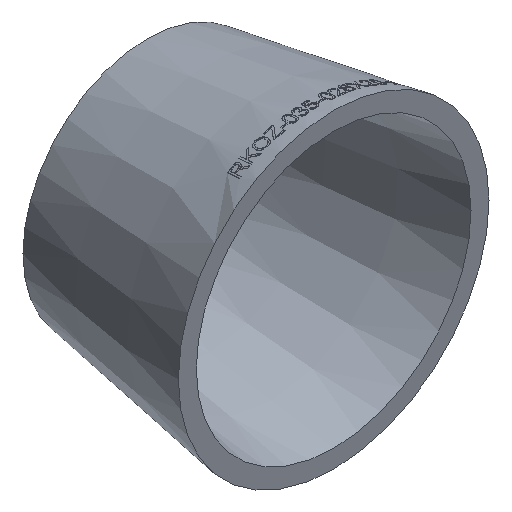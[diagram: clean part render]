
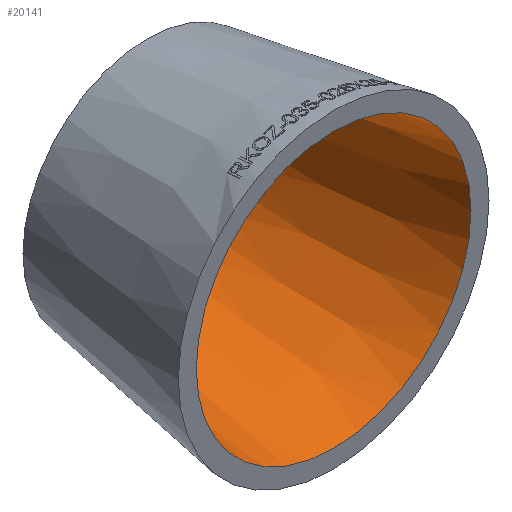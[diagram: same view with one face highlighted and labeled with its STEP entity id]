
A CAD part, isometric view. The second image highlights one B-rep face of the part: STEP entity #20141.
In plain terms, the highlighted conical face has half-angle 9.462 degrees and reference radius 15.472 mm.
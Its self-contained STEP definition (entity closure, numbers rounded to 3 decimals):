
#729 = EDGE_LOOP ( 'NONE', ( #8848 ) ) ;
#1718 = VERTEX_POINT ( 'NONE', #20148 ) ;
#1835 = DIRECTION ( 'NONE',  ( 0., 0., -1. ) ) ;
#1867 = DIRECTION ( 'NONE',  ( 0., 0., -1. ) ) ;
#2293 = CIRCLE ( 'NONE', #14777, 11.972 ) ;
#2552 = AXIS2_PLACEMENT_3D ( 'NONE', #3896, #19049, #1867 ) ;
#3896 = CARTESIAN_POINT ( 'NONE',  ( 0., 0., 0. ) ) ;
#4605 = EDGE_CURVE ( 'NONE', #10223, #10223, #2293, .T. ) ;
#4917 = ORIENTED_EDGE ( 'NONE', *, *, #4605, .F. ) ;
#6691 = EDGE_CURVE ( 'NONE', #1718, #1718, #8307, .T. ) ;
#8307 = CIRCLE ( 'NONE', #2552, 15.472 ) ;
#8424 = CARTESIAN_POINT ( 'NONE',  ( 0., 21., -11.972 ) ) ;
#8848 = ORIENTED_EDGE ( 'NONE', *, *, #6691, .T. ) ;
#9675 = FACE_BOUND ( 'NONE', #20376, .T. ) ;
#9907 = AXIS2_PLACEMENT_3D ( 'NONE', #17133, #20369, #15236 ) ;
#10223 = VERTEX_POINT ( 'NONE', #8424 ) ;
#13916 = CARTESIAN_POINT ( 'NONE',  ( 0., 21., 0. ) ) ;
#14777 = AXIS2_PLACEMENT_3D ( 'NONE', #13916, #15574, #1835 ) ;
#14813 = FACE_OUTER_BOUND ( 'NONE', #729, .T. ) ;
#15236 = DIRECTION ( 'NONE',  ( 0., 0., -1. ) ) ;
#15574 = DIRECTION ( 'NONE',  ( 0., -1., 0. ) ) ;
#17023 = CONICAL_SURFACE ( 'NONE', #9907, 15.472, 0.165 ) ;
#17133 = CARTESIAN_POINT ( 'NONE',  ( 0., 0., 0. ) ) ;
#19049 = DIRECTION ( 'NONE',  ( 0., -1., 0. ) ) ;
#20141 = ADVANCED_FACE ( 'NONE', ( #9675, #14813 ), #17023, .F. ) ;
#20148 = CARTESIAN_POINT ( 'NONE',  ( 0., 0., -15.472 ) ) ;
#20369 = DIRECTION ( 'NONE',  ( 0., -1., 0. ) ) ;
#20376 = EDGE_LOOP ( 'NONE', ( #4917 ) ) ;
